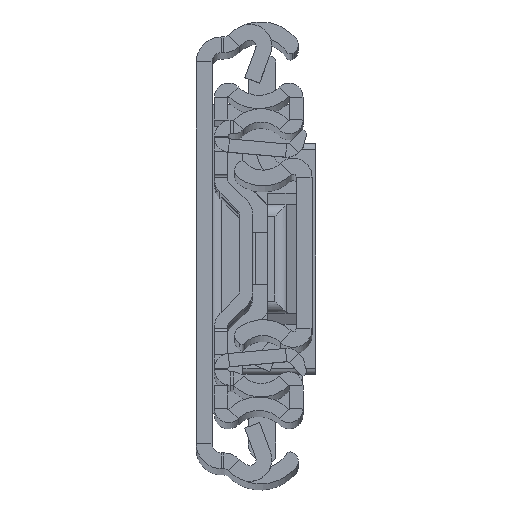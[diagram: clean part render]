
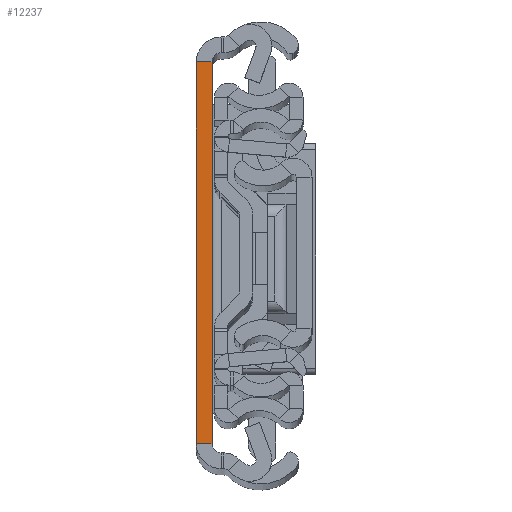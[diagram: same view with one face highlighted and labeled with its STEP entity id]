
A CAD part, top view. The second image highlights one B-rep face of the part: STEP entity #12237.
In plain terms, the highlighted planar face has unit normal (0, 0, 1).
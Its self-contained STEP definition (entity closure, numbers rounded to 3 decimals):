
#36 = EDGE_LOOP ( 'NONE', ( #3626, #13105, #10031, #1692 ) ) ;
#1259 = VERTEX_POINT ( 'NONE', #4973 ) ;
#1507 = CARTESIAN_POINT ( 'NONE',  ( 2.6, -31.5, 0. ) ) ;
#1557 = AXIS2_PLACEMENT_3D ( 'NONE', #1507, #12444, #6808 ) ;
#1692 = ORIENTED_EDGE ( 'NONE', *, *, #9205, .T. ) ;
#2581 = DIRECTION ( 'NONE',  ( 1., 0., 0. ) ) ;
#3145 = FACE_OUTER_BOUND ( 'NONE', #36, .T. ) ;
#3626 = ORIENTED_EDGE ( 'NONE', *, *, #13209, .F. ) ;
#4973 = CARTESIAN_POINT ( 'NONE',  ( 2.6, 31.5, 0. ) ) ;
#5938 = EDGE_CURVE ( 'NONE', #16112, #11519, #8901, .T. ) ;
#6421 = LINE ( 'NONE', #10493, #8357 ) ;
#6808 = DIRECTION ( 'NONE',  ( 0., 1., 0. ) ) ;
#7148 = PLANE ( 'NONE',  #1557 ) ;
#7349 = LINE ( 'NONE', #9960, #11717 ) ;
#7603 = DIRECTION ( 'NONE',  ( 1., 0., 0. ) ) ;
#8357 = VECTOR ( 'NONE', #2581, 1000. ) ;
#8901 = LINE ( 'NONE', #14196, #9152 ) ;
#9152 = VECTOR ( 'NONE', #7603, 1000. ) ;
#9205 = EDGE_CURVE ( 'NONE', #11519, #1259, #7349, .T. ) ;
#9960 = CARTESIAN_POINT ( 'NONE',  ( 2.6, -31.5, 0. ) ) ;
#10031 = ORIENTED_EDGE ( 'NONE', *, *, #5938, .T. ) ;
#10493 = CARTESIAN_POINT ( 'NONE',  ( 2.6, 31.5, 0. ) ) ;
#10873 = EDGE_CURVE ( 'NONE', #16112, #13063, #14551, .T. ) ;
#11519 = VERTEX_POINT ( 'NONE', #13984 ) ;
#11717 = VECTOR ( 'NONE', #12564, 1000. ) ;
#12013 = DIRECTION ( 'NONE',  ( 0., 1., 0. ) ) ;
#12237 = ADVANCED_FACE ( 'NONE', ( #3145 ), #7148, .F. ) ;
#12444 = DIRECTION ( 'NONE',  ( 0., 0., -1. ) ) ;
#12531 = CARTESIAN_POINT ( 'NONE',  ( 0., -31.5, 0. ) ) ;
#12564 = DIRECTION ( 'NONE',  ( 0., 1., 0. ) ) ;
#13063 = VERTEX_POINT ( 'NONE', #13969 ) ;
#13105 = ORIENTED_EDGE ( 'NONE', *, *, #10873, .F. ) ;
#13209 = EDGE_CURVE ( 'NONE', #13063, #1259, #6421, .T. ) ;
#13969 = CARTESIAN_POINT ( 'NONE',  ( 0., 31.5, 0. ) ) ;
#13984 = CARTESIAN_POINT ( 'NONE',  ( 2.6, -31.5, 0. ) ) ;
#14196 = CARTESIAN_POINT ( 'NONE',  ( 2.6, -31.5, 0. ) ) ;
#14466 = CARTESIAN_POINT ( 'NONE',  ( 0., -31.5, 0. ) ) ;
#14551 = LINE ( 'NONE', #14466, #15416 ) ;
#15416 = VECTOR ( 'NONE', #12013, 1000. ) ;
#16112 = VERTEX_POINT ( 'NONE', #12531 ) ;
